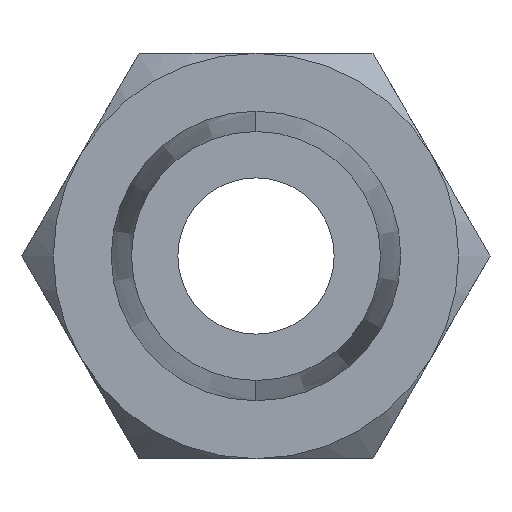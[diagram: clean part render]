
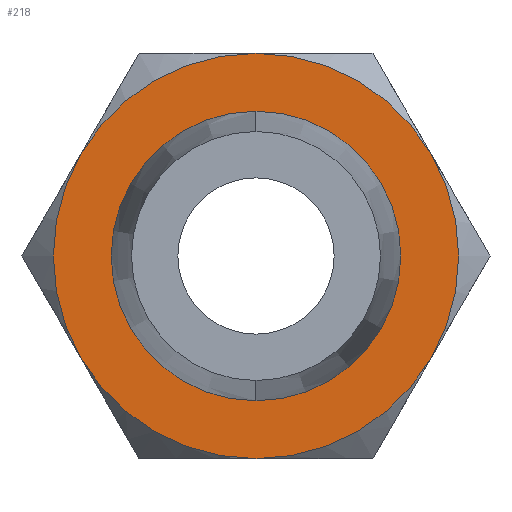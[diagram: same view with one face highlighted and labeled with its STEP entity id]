
A CAD part, left-side view. The second image highlights one B-rep face of the part: STEP entity #218.
In plain terms, the highlighted planar face has unit normal (-1, 0, 0).
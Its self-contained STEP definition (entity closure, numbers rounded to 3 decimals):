
#7 = EDGE_CURVE ( 'NONE', #4447, #867, #3817, .T. ) ;
#35 = DIRECTION ( 'NONE',  ( 0., 0., -1. ) ) ;
#100 = DIRECTION ( 'NONE',  ( 0., 0., 1. ) ) ;
#105 = DIRECTION ( 'NONE',  ( 0., 0., 1. ) ) ;
#160 = AXIS2_PLACEMENT_3D ( 'NONE', #2031, #3990, #441 ) ;
#218 = ADVANCED_FACE ( 'NONE', ( #1529, #326 ), #2759, .F. ) ;
#281 = EDGE_LOOP ( 'NONE', ( #5059, #1924 ) ) ;
#324 = ORIENTED_EDGE ( 'NONE', *, *, #540, .F. ) ;
#326 = FACE_OUTER_BOUND ( 'NONE', #2869, .T. ) ;
#370 = VERTEX_POINT ( 'NONE', #723 ) ;
#415 = DIRECTION ( 'NONE',  ( -1., 0., 0. ) ) ;
#441 = DIRECTION ( 'NONE',  ( 0., 0., -1. ) ) ;
#449 = ORIENTED_EDGE ( 'NONE', *, *, #1307, .F. ) ;
#540 = EDGE_CURVE ( 'NONE', #1784, #4664, #3985, .T. ) ;
#723 = CARTESIAN_POINT ( 'NONE',  ( 10., 0., -3.5 ) ) ;
#754 = DIRECTION ( 'NONE',  ( 1., 0., 0. ) ) ;
#791 = CARTESIAN_POINT ( 'NONE',  ( 10., 3.031, 1.75 ) ) ;
#801 = CARTESIAN_POINT ( 'NONE',  ( 10., 0., 0. ) ) ;
#838 = EDGE_CURVE ( 'NONE', #370, #4447, #2485, .T. ) ;
#867 = VERTEX_POINT ( 'NONE', #791 ) ;
#876 = CARTESIAN_POINT ( 'NONE',  ( 10., -3.031, 1.75 ) ) ;
#889 = DIRECTION ( 'NONE',  ( 0., 0., -1. ) ) ;
#918 = DIRECTION ( 'NONE',  ( 1., 0., 0. ) ) ;
#995 = CIRCLE ( 'NONE', #3232, 3.5 ) ;
#1077 = CARTESIAN_POINT ( 'NONE',  ( 10., 0., 3.5 ) ) ;
#1155 = DIRECTION ( 'NONE',  ( 1., 0., 0. ) ) ;
#1183 = EDGE_CURVE ( 'NONE', #2747, #867, #995, .T. ) ;
#1307 = EDGE_CURVE ( 'NONE', #4664, #370, #3825, .T. ) ;
#1529 = FACE_BOUND ( 'NONE', #281, .T. ) ;
#1595 = DIRECTION ( 'NONE',  ( 1., 0., 0. ) ) ;
#1640 = DIRECTION ( 'NONE',  ( -1., 0., 0. ) ) ;
#1673 = AXIS2_PLACEMENT_3D ( 'NONE', #4802, #415, #105 ) ;
#1784 = VERTEX_POINT ( 'NONE', #876 ) ;
#1878 = CARTESIAN_POINT ( 'NONE',  ( 10., 0., 0. ) ) ;
#1924 = ORIENTED_EDGE ( 'NONE', *, *, #5075, .F. ) ;
#1960 = CARTESIAN_POINT ( 'NONE',  ( 10., 0., -2.5 ) ) ;
#1977 = EDGE_CURVE ( 'NONE', #2747, #1784, #3573, .T. ) ;
#1982 = AXIS2_PLACEMENT_3D ( 'NONE', #3610, #1155, #35 ) ;
#2028 = CARTESIAN_POINT ( 'NONE',  ( 10., 0., 0. ) ) ;
#2031 = CARTESIAN_POINT ( 'NONE',  ( 10., 0., 0. ) ) ;
#2064 = AXIS2_PLACEMENT_3D ( 'NONE', #3116, #754, #5105 ) ;
#2108 = CARTESIAN_POINT ( 'NONE',  ( 10., 0., 0. ) ) ;
#2308 = AXIS2_PLACEMENT_3D ( 'NONE', #1878, #1595, #5142 ) ;
#2384 = DIRECTION ( 'NONE',  ( 0., 0., -1. ) ) ;
#2404 = ORIENTED_EDGE ( 'NONE', *, *, #838, .F. ) ;
#2485 = CIRCLE ( 'NONE', #2308, 3.5 ) ;
#2747 = VERTEX_POINT ( 'NONE', #1077 ) ;
#2759 = PLANE ( 'NONE',  #2064 ) ;
#2773 = VERTEX_POINT ( 'NONE', #1960 ) ;
#2869 = EDGE_LOOP ( 'NONE', ( #2404, #449, #324, #3289, #3776, #4686 ) ) ;
#3048 = CARTESIAN_POINT ( 'NONE',  ( 10., -3.031, -1.75 ) ) ;
#3113 = DIRECTION ( 'NONE',  ( 0., 0., 1. ) ) ;
#3116 = CARTESIAN_POINT ( 'NONE',  ( 10., 0., 0. ) ) ;
#3232 = AXIS2_PLACEMENT_3D ( 'NONE', #2028, #1640, #100 ) ;
#3289 = ORIENTED_EDGE ( 'NONE', *, *, #1977, .F. ) ;
#3573 = CIRCLE ( 'NONE', #160, 3.5 ) ;
#3610 = CARTESIAN_POINT ( 'NONE',  ( 10., 0., 0. ) ) ;
#3700 = CARTESIAN_POINT ( 'NONE',  ( 10., 0., 0. ) ) ;
#3776 = ORIENTED_EDGE ( 'NONE', *, *, #1183, .T. ) ;
#3810 = AXIS2_PLACEMENT_3D ( 'NONE', #3700, #5031, #3113 ) ;
#3817 = CIRCLE ( 'NONE', #4903, 3.5 ) ;
#3825 = CIRCLE ( 'NONE', #4660, 3.5 ) ;
#3985 = CIRCLE ( 'NONE', #1982, 3.5 ) ;
#3990 = DIRECTION ( 'NONE',  ( 1., 0., 0. ) ) ;
#4098 = CARTESIAN_POINT ( 'NONE',  ( 10., 0., 2.5 ) ) ;
#4262 = CIRCLE ( 'NONE', #1673, 2.5 ) ;
#4323 = DIRECTION ( 'NONE',  ( 1., 0., 0. ) ) ;
#4447 = VERTEX_POINT ( 'NONE', #4829 ) ;
#4481 = EDGE_CURVE ( 'NONE', #4933, #2773, #4262, .T. ) ;
#4660 = AXIS2_PLACEMENT_3D ( 'NONE', #801, #4323, #2384 ) ;
#4664 = VERTEX_POINT ( 'NONE', #3048 ) ;
#4686 = ORIENTED_EDGE ( 'NONE', *, *, #7, .F. ) ;
#4802 = CARTESIAN_POINT ( 'NONE',  ( 10., 0., 0. ) ) ;
#4807 = CIRCLE ( 'NONE', #3810, 2.5 ) ;
#4829 = CARTESIAN_POINT ( 'NONE',  ( 10., 3.031, -1.75 ) ) ;
#4903 = AXIS2_PLACEMENT_3D ( 'NONE', #2108, #918, #889 ) ;
#4933 = VERTEX_POINT ( 'NONE', #4098 ) ;
#5031 = DIRECTION ( 'NONE',  ( -1., 0., 0. ) ) ;
#5059 = ORIENTED_EDGE ( 'NONE', *, *, #4481, .F. ) ;
#5075 = EDGE_CURVE ( 'NONE', #2773, #4933, #4807, .T. ) ;
#5105 = DIRECTION ( 'NONE',  ( 0., 0., -1. ) ) ;
#5142 = DIRECTION ( 'NONE',  ( 0., 0., -1. ) ) ;
